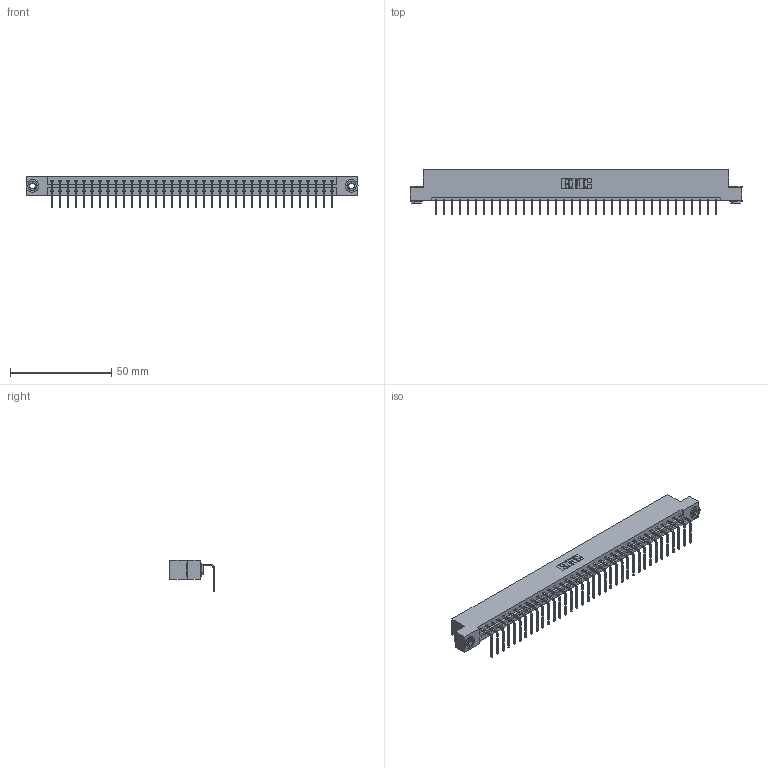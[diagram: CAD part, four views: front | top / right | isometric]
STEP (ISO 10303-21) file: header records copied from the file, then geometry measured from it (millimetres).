
FILE_DESCRIPTION (( 'STEP AP203' ), '1' );
FILE_NAME ('333-036-558-103.STEP', '2018-08-03T01:41:22', ( '' ), ( '' ), 'SwSTEP 2.0', 'SolidWorks 2016', '' );
FILE_SCHEMA (( 'CONFIG_CONTROL_DESIGN' ));
Length unit declared in the file: inch
Products named in the file (4): 333 Part_Flush - .156 Dia - TH; 345-292-001_558 Tail - 2; 345-250-002_345-250-002-102; 333-036-558-103
Assembly tree (39 placements, depth 2):
  333-036-558-103
    333 Part_Flush - .156 Dia - TH
    345-292-001_558 Tail - 2  x36
    345-250-002_345-250-002-102  x2
Bounding box: 164.19 x 22.17 x 15.37 mm (x, y, z)
Volume: 16609.4 mm3; surface area: 18895 mm2
Topology: 39 solids, 39 shells, 2312 faces, 6939 edges, 4574 vertices
Faces by surface type: plane 1664, cylinder 640, cone 8
Entity records: 23518 total; most frequent: CARTESIAN_POINT 4037, ORIENTED_EDGE 4002, DIRECTION 3451, EDGE_CURVE 2001, LINE 1849, VECTOR 1849, VERTEX_POINT 1330, AXIS2_PLACEMENT_3D 801
